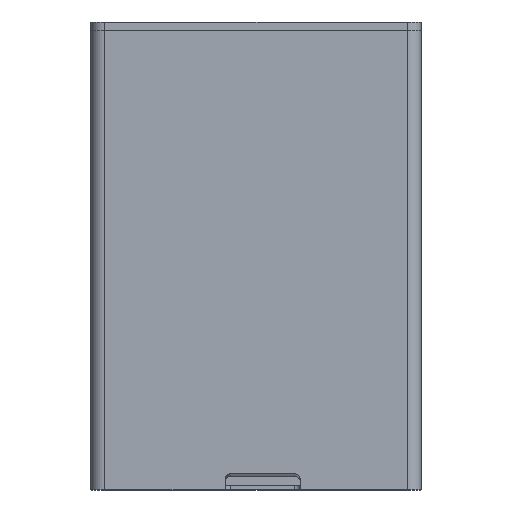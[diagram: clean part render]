
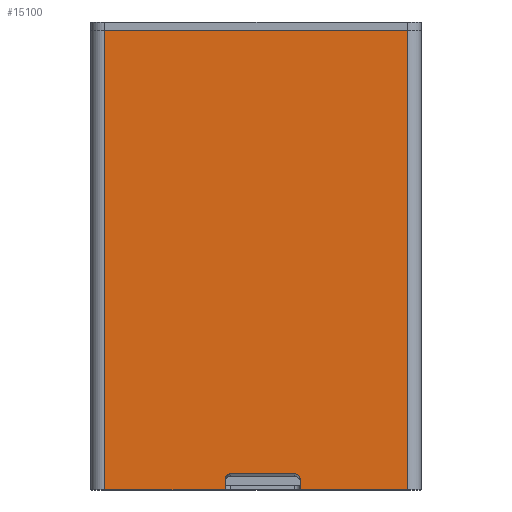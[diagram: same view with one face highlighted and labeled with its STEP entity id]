
A CAD part, front view. The second image highlights one B-rep face of the part: STEP entity #15100.
In plain terms, the highlighted planar face has unit normal (0, -1, 0).
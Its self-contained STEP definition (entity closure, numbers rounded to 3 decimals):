
#599=ELLIPSE('',#16479,1.035,1.);
#600=ELLIPSE('',#16480,1.035,1.);
#1038=PLANE('',#16478);
#1832=FACE_OUTER_BOUND('',#2708,.T.);
#2708=EDGE_LOOP('',(#13885,#13886,#13887,#13888,#13889,#13890,#13891,#13892,
#13893,#13894));
#3860=LINE('',#35299,#5171);
#3864=LINE('',#35311,#5175);
#3913=LINE('',#35651,#5224);
#4017=LINE('',#35978,#5328);
#4025=LINE('',#35993,#5336);
#4026=LINE('',#35997,#5337);
#4027=LINE('',#36000,#5338);
#4028=LINE('',#36001,#5339);
#5171=VECTOR('',#20007,1000.);
#5175=VECTOR('',#20015,1000.);
#5224=VECTOR('',#20138,1000.);
#5328=VECTOR('',#20388,1000.);
#5336=VECTOR('',#20406,1000.);
#5337=VECTOR('',#20409,1000.);
#5338=VECTOR('',#20412,1000.);
#5339=VECTOR('',#20413,1000.);
#7161=VERTEX_POINT('',#35296);
#7162=VERTEX_POINT('',#35298);
#7167=VERTEX_POINT('',#35308);
#7168=VERTEX_POINT('',#35310);
#7231=VERTEX_POINT('',#35649);
#7309=VERTEX_POINT('',#35977);
#7311=VERTEX_POINT('',#35992);
#7312=VERTEX_POINT('',#35994);
#7313=VERTEX_POINT('',#35996);
#7314=VERTEX_POINT('',#35998);
#9295=EDGE_CURVE('',#7161,#7162,#3860,.T.);
#9301=EDGE_CURVE('',#7167,#7168,#3864,.T.);
#9381=EDGE_CURVE('',#7231,#7168,#3913,.T.);
#9515=EDGE_CURVE('',#7231,#7309,#4017,.T.);
#9524=EDGE_CURVE('',#7311,#7167,#4025,.T.);
#9525=EDGE_CURVE('',#7311,#7312,#599,.T.);
#9526=EDGE_CURVE('',#7312,#7313,#4026,.T.);
#9527=EDGE_CURVE('',#7313,#7314,#600,.T.);
#9528=EDGE_CURVE('',#7314,#7162,#4027,.T.);
#9529=EDGE_CURVE('',#7161,#7309,#4028,.T.);
#13885=ORIENTED_EDGE('',*,*,#9301,.F.);
#13886=ORIENTED_EDGE('',*,*,#9524,.F.);
#13887=ORIENTED_EDGE('',*,*,#9525,.T.);
#13888=ORIENTED_EDGE('',*,*,#9526,.T.);
#13889=ORIENTED_EDGE('',*,*,#9527,.T.);
#13890=ORIENTED_EDGE('',*,*,#9528,.T.);
#13891=ORIENTED_EDGE('',*,*,#9295,.F.);
#13892=ORIENTED_EDGE('',*,*,#9529,.T.);
#13893=ORIENTED_EDGE('',*,*,#9515,.F.);
#13894=ORIENTED_EDGE('',*,*,#9381,.T.);
#15100=ADVANCED_FACE('',(#1832),#1038,.F.);
#16478=AXIS2_PLACEMENT_3D('',#35991,#20404,#20405);
#16479=AXIS2_PLACEMENT_3D('',#35995,#20407,#20408);
#16480=AXIS2_PLACEMENT_3D('',#35999,#20410,#20411);
#20007=DIRECTION('',(-1.,0.,0.));
#20015=DIRECTION('',(-1.,0.,0.));
#20138=DIRECTION('',(0.,0.,-1.));
#20388=DIRECTION('',(1.,0.,0.));
#20404=DIRECTION('center_axis',(0.,1.,0.));
#20405=DIRECTION('ref_axis',(0.,0.,1.));
#20406=DIRECTION('',(0.,0.,-1.));
#20407=DIRECTION('center_axis',(0.,1.,0.));
#20408=DIRECTION('ref_axis',(0.,0.,
1.));
#20409=DIRECTION('',(1.,0.,0.));
#20410=DIRECTION('center_axis',(0.,1.,0.));
#20411=DIRECTION('ref_axis',(0.,0.,1.));
#20412=DIRECTION('',(0.,0.,-1.));
#20413=DIRECTION('',(0.,0.,1.));
#35296=CARTESIAN_POINT('',(28.25,-8.6,-0.8));
#35298=CARTESIAN_POINT('',(8.25,-8.6,-0.8));
#35299=CARTESIAN_POINT('',(-30.85,-8.6,-0.8));
#35308=CARTESIAN_POINT('',(-5.75,-8.6,-0.8));
#35310=CARTESIAN_POINT('',(-28.25,-8.6,-0.8));
#35311=CARTESIAN_POINT('',(-30.85,-8.6,-0.8));
#35649=CARTESIAN_POINT('',(-28.25,-8.6,85.));
#35651=CARTESIAN_POINT('',(-28.25,-8.6,85.));
#35977=CARTESIAN_POINT('',(28.25,-8.6,85.));
#35978=CARTESIAN_POINT('',(-29.25,-8.6,85.));
#35991=CARTESIAN_POINT('Origin',(-29.25,-8.6,85.));
#35992=CARTESIAN_POINT('',(-5.75,-8.6,1.165));
#35993=CARTESIAN_POINT('',(-5.75,-8.6,-0.8));
#35994=CARTESIAN_POINT('',(-4.75,-8.6,2.2));
#35995=CARTESIAN_POINT('Origin',(-4.75,-8.6,1.165));
#35996=CARTESIAN_POINT('',(7.25,-8.6,2.2));
#35997=CARTESIAN_POINT('',(-5.75,-8.6,2.2));
#35998=CARTESIAN_POINT('',(8.25,-8.6,1.165));
#35999=CARTESIAN_POINT('Origin',(7.25,-8.6,1.165));
#36000=CARTESIAN_POINT('',(8.25,-8.6,-0.8));
#36001=CARTESIAN_POINT('',(28.25,-8.6,85.));
